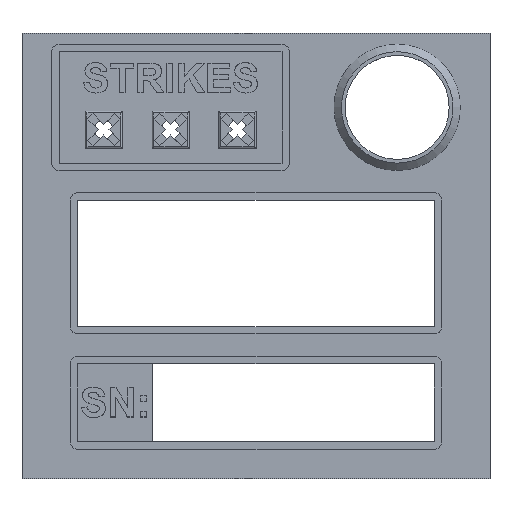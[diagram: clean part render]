
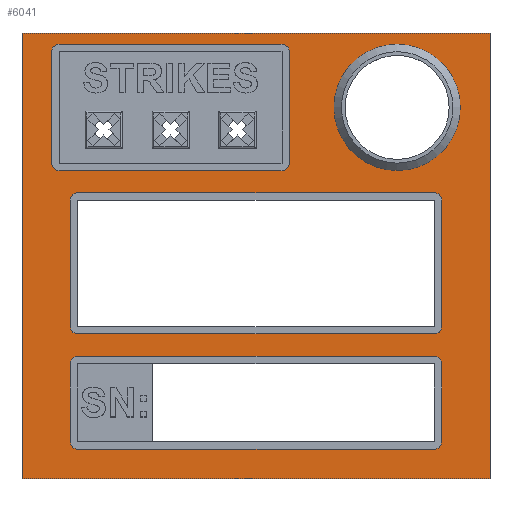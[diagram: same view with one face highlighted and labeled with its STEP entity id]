
A CAD part, top view. The second image highlights one B-rep face of the part: STEP entity #6041.
In plain terms, the highlighted planar face has unit normal (0, 0, 1).
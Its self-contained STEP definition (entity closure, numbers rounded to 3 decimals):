
#74=CIRCLE('',#6300,2.);
#75=CIRCLE('',#6303,2.);
#77=CIRCLE('',#6307,2.);
#81=CIRCLE('',#6314,2.);
#83=CIRCLE('',#6318,2.);
#87=CIRCLE('',#6325,2.);
#88=CIRCLE('',#6328,2.);
#89=CIRCLE('',#6330,2.);
#90=CIRCLE('',#6332,2.);
#91=CIRCLE('',#6335,2.);
#92=CIRCLE('',#6337,2.);
#93=CIRCLE('',#6339,2.);
#94=CIRCLE('',#6350,17.);
#418=FACE_BOUND('',#1279,.T.);
#419=FACE_BOUND('',#1280,.T.);
#420=FACE_BOUND('',#1281,.T.);
#421=FACE_BOUND('',#1282,.T.);
#608=PLANE('',#6349);
#931=FACE_OUTER_BOUND('',#1278,.T.);
#1278=EDGE_LOOP('',(#5590,#5591,#5592,#5593));
#1279=EDGE_LOOP('',(#5594,#5595,#5596,#5597,#5598,#5599,#5600,#5601));
#1280=EDGE_LOOP('',(#5602,#5603,#5604,#5605,#5606,#5607,#5608,#5609));
#1281=EDGE_LOOP('',(#5610));
#1282=EDGE_LOOP('',(#5611,#5612,#5613,#5614,#5615,#5616,#5617,#5618));
#1835=LINE('',#10818,#2436);
#1838=LINE('',#10827,#2439);
#1844=LINE('',#10843,#2445);
#1854=LINE('',#10871,#2455);
#1859=LINE('',#10886,#2460);
#1869=LINE('',#10915,#2470);
#1875=LINE('',#10932,#2476);
#1879=LINE('',#10946,#2480);
#1880=LINE('',#10948,#2481);
#1881=LINE('',#10950,#2482);
#1886=LINE('',#10960,#2487);
#1887=LINE('',#10962,#2488);
#1888=LINE('',#10966,#2489);
#1889=LINE('',#10968,#2490);
#1890=LINE('',#10970,#2491);
#1891=LINE('',#10971,#2492);
#2436=VECTOR('',#7348,10.);
#2439=VECTOR('',#7357,10.);
#2445=VECTOR('',#7371,10.);
#2455=VECTOR('',#7395,10.);
#2460=VECTOR('',#7408,10.);
#2470=VECTOR('',#7432,10.);
#2476=VECTOR('',#7452,10.);
#2480=VECTOR('',#7470,10.);
#2481=VECTOR('',#7473,10.);
#2482=VECTOR('',#7476,10.);
#2487=VECTOR('',#7491,10.);
#2488=VECTOR('',#7494,10.);
#2489=VECTOR('',#7497,10.);
#2490=VECTOR('',#7498,10.);
#2491=VECTOR('',#7499,10.);
#2492=VECTOR('',#7500,10.);
#3022=VERTEX_POINT('',#10810);
#3023=VERTEX_POINT('',#10812);
#3024=VERTEX_POINT('',#10816);
#3025=VERTEX_POINT('',#10820);
#3026=VERTEX_POINT('',#10822);
#3027=VERTEX_POINT('',#10826);
#3030=VERTEX_POINT('',#10833);
#3031=VERTEX_POINT('',#10835);
#3033=VERTEX_POINT('',#10841);
#3043=VERTEX_POINT('',#10865);
#3044=VERTEX_POINT('',#10869);
#3047=VERTEX_POINT('',#10876);
#3048=VERTEX_POINT('',#10878);
#3050=VERTEX_POINT('',#10884);
#3060=VERTEX_POINT('',#10908);
#3061=VERTEX_POINT('',#10910);
#3062=VERTEX_POINT('',#10914);
#3063=VERTEX_POINT('',#10918);
#3064=VERTEX_POINT('',#10922);
#3065=VERTEX_POINT('',#10926);
#3066=VERTEX_POINT('',#10930);
#3067=VERTEX_POINT('',#10934);
#3068=VERTEX_POINT('',#10938);
#3069=VERTEX_POINT('',#10942);
#3070=VERTEX_POINT('',#10964);
#3071=VERTEX_POINT('',#10965);
#3072=VERTEX_POINT('',#10967);
#3073=VERTEX_POINT('',#10969);
#3074=VERTEX_POINT('',#10972);
#3853=EDGE_CURVE('',#3022,#3023,#74,.F.);
#3856=EDGE_CURVE('',#3022,#3024,#1835,.T.);
#3858=EDGE_CURVE('',#3025,#3026,#75,.F.);
#3860=EDGE_CURVE('',#3027,#3026,#1838,.T.);
#3864=EDGE_CURVE('',#3030,#3031,#77,.F.);
#3868=EDGE_CURVE('',#3030,#3033,#1844,.T.);
#3880=EDGE_CURVE('',#3043,#3033,#81,.F.);
#3882=EDGE_CURVE('',#3043,#3044,#1854,.T.);
#3885=EDGE_CURVE('',#3047,#3048,#83,.F.);
#3889=EDGE_CURVE('',#3047,#3050,#1859,.T.);
#3901=EDGE_CURVE('',#3060,#3061,#87,.F.);
#3903=EDGE_CURVE('',#3062,#3061,#1869,.T.);
#3905=EDGE_CURVE('',#3062,#3063,#88,.F.);
#3908=EDGE_CURVE('',#3064,#3050,#89,.F.);
#3910=EDGE_CURVE('',#3065,#3044,#90,.F.);
#3912=EDGE_CURVE('',#3065,#3066,#1875,.T.);
#3914=EDGE_CURVE('',#3067,#3066,#91,.F.);
#3915=EDGE_CURVE('',#3027,#3068,#92,.F.);
#3918=EDGE_CURVE('',#3069,#3024,#93,.F.);
#3919=EDGE_CURVE('',#3069,#3068,#1879,.T.);
#3920=EDGE_CURVE('',#3025,#3023,#1880,.T.);
#3921=EDGE_CURVE('',#3067,#3031,#1881,.T.);
#3926=EDGE_CURVE('',#3060,#3048,#1886,.T.);
#3927=EDGE_CURVE('',#3064,#3063,#1887,.T.);
#3928=EDGE_CURVE('',#3070,#3071,#1888,.T.);
#3929=EDGE_CURVE('',#3071,#3072,#1889,.T.);
#3930=EDGE_CURVE('',#3072,#3073,#1890,.T.);
#3931=EDGE_CURVE('',#3073,#3070,#1891,.T.);
#3932=EDGE_CURVE('',#3074,#3074,#94,.T.);
#5590=ORIENTED_EDGE('',*,*,#3928,.T.);
#5591=ORIENTED_EDGE('',*,*,#3929,.T.);
#5592=ORIENTED_EDGE('',*,*,#3930,.T.);
#5593=ORIENTED_EDGE('',*,*,#3931,.T.);
#5594=ORIENTED_EDGE('',*,*,#3856,.T.);
#5595=ORIENTED_EDGE('',*,*,#3918,.F.);
#5596=ORIENTED_EDGE('',*,*,#3919,.T.);
#5597=ORIENTED_EDGE('',*,*,#3915,.F.);
#5598=ORIENTED_EDGE('',*,*,#3860,.T.);
#5599=ORIENTED_EDGE('',*,*,#3858,.F.);
#5600=ORIENTED_EDGE('',*,*,#3920,.T.);
#5601=ORIENTED_EDGE('',*,*,#3853,.F.);
#5602=ORIENTED_EDGE('',*,*,#3882,.T.);
#5603=ORIENTED_EDGE('',*,*,#3910,.F.);
#5604=ORIENTED_EDGE('',*,*,#3912,.T.);
#5605=ORIENTED_EDGE('',*,*,#3914,.F.);
#5606=ORIENTED_EDGE('',*,*,#3921,.T.);
#5607=ORIENTED_EDGE('',*,*,#3864,.F.);
#5608=ORIENTED_EDGE('',*,*,#3868,.T.);
#5609=ORIENTED_EDGE('',*,*,#3880,.F.);
#5610=ORIENTED_EDGE('',*,*,#3932,.T.);
#5611=ORIENTED_EDGE('',*,*,#3903,.T.);
#5612=ORIENTED_EDGE('',*,*,#3901,.F.);
#5613=ORIENTED_EDGE('',*,*,#3926,.T.);
#5614=ORIENTED_EDGE('',*,*,#3885,.F.);
#5615=ORIENTED_EDGE('',*,*,#3889,.T.);
#5616=ORIENTED_EDGE('',*,*,#3908,.F.);
#5617=ORIENTED_EDGE('',*,*,#3927,.T.);
#5618=ORIENTED_EDGE('',*,*,#3905,.F.);
#6041=ADVANCED_FACE('',(#931,#418,#419,#420,#421),#608,.T.);
#6300=AXIS2_PLACEMENT_3D('',#10813,#7342,#7343);
#6303=AXIS2_PLACEMENT_3D('',#10823,#7352,#7353);
#6307=AXIS2_PLACEMENT_3D('',#10836,#7364,#7365);
#6314=AXIS2_PLACEMENT_3D('',#10867,#7390,#7391);
#6318=AXIS2_PLACEMENT_3D('',#10879,#7401,#7402);
#6325=AXIS2_PLACEMENT_3D('',#10911,#7427,#7428);
#6328=AXIS2_PLACEMENT_3D('',#10919,#7436,#7437);
#6330=AXIS2_PLACEMENT_3D('',#10924,#7442,#7443);
#6332=AXIS2_PLACEMENT_3D('',#10928,#7447,#7448);
#6335=AXIS2_PLACEMENT_3D('',#10936,#7456,#7457);
#6337=AXIS2_PLACEMENT_3D('',#10939,#7460,#7461);
#6339=AXIS2_PLACEMENT_3D('',#10944,#7466,#7467);
#6349=AXIS2_PLACEMENT_3D('',#10963,#7495,#7496);
#6350=AXIS2_PLACEMENT_3D('',#10973,#7501,#7502);
#7342=DIRECTION('center_axis',(0.,0.,-1.));
#7343=DIRECTION('ref_axis',(0.707,0.707,0.));
#7348=DIRECTION('',(0.,-1.,0.));
#7352=DIRECTION('center_axis',(0.,0.,-1.));
#7353=DIRECTION('ref_axis',(-0.707,0.707,0.));
#7357=DIRECTION('',(0.,1.,0.));
#7364=DIRECTION('center_axis',(0.,0.,-1.));
#7365=DIRECTION('ref_axis',(-0.707,0.707,0.));
#7371=DIRECTION('',(1.,0.,0.));
#7390=DIRECTION('center_axis',(0.,0.,-1.));
#7391=DIRECTION('ref_axis',(0.707,0.707,0.));
#7395=DIRECTION('',(0.,-1.,0.));
#7401=DIRECTION('center_axis',(0.,0.,-1.));
#7402=DIRECTION('ref_axis',(0.707,0.707,0.));
#7408=DIRECTION('',(0.,-1.,0.));
#7427=DIRECTION('center_axis',(0.,0.,-1.));
#7428=DIRECTION('ref_axis',(-0.707,0.707,0.));
#7432=DIRECTION('',(0.,1.,0.));
#7436=DIRECTION('center_axis',(0.,0.,-1.));
#7437=DIRECTION('ref_axis',(-0.707,-0.707,0.));
#7442=DIRECTION('center_axis',(0.,0.,-1.));
#7443=DIRECTION('ref_axis',(0.707,-0.707,0.));
#7447=DIRECTION('center_axis',(0.,0.,-1.));
#7448=DIRECTION('ref_axis',(0.707,-0.707,0.));
#7452=DIRECTION('',(-1.,0.,0.));
#7456=DIRECTION('center_axis',(0.,0.,-1.));
#7457=DIRECTION('ref_axis',(-0.707,-0.707,0.));
#7460=DIRECTION('center_axis',(0.,0.,-1.));
#7461=DIRECTION('ref_axis',(-0.707,-0.707,0.));
#7466=DIRECTION('center_axis',(0.,0.,-1.));
#7467=DIRECTION('ref_axis',(0.707,-0.707,0.));
#7470=DIRECTION('',(-1.,0.,0.));
#7473=DIRECTION('',(1.,0.,0.));
#7476=DIRECTION('',(0.,1.,0.));
#7491=DIRECTION('',(1.,0.,0.));
#7494=DIRECTION('',(-1.,0.,0.));
#7495=DIRECTION('center_axis',(0.,0.,1.));
#7496=DIRECTION('ref_axis',(1.,0.,0.));
#7497=DIRECTION('',(0.,-1.,0.));
#7498=DIRECTION('',(1.,0.,0.));
#7499=DIRECTION('',(0.,1.,0.));
#7500=DIRECTION('',(-1.,0.,0.));
#7501=DIRECTION('center_axis',(0.,0.,-1.));
#7502=DIRECTION('ref_axis',(-1.,0.,0.));
#10810=CARTESIAN_POINT('',(113.,31.,3.));
#10812=CARTESIAN_POINT('',(111.,33.,3.));
#10813=CARTESIAN_POINT('Origin',(111.,31.,3.));
#10816=CARTESIAN_POINT('',(113.,10.,3.));
#10818=CARTESIAN_POINT('',(113.,34.,3.));
#10820=CARTESIAN_POINT('',(15.,33.,3.));
#10822=CARTESIAN_POINT('',(13.,31.,3.));
#10823=CARTESIAN_POINT('Origin',(15.,31.,3.));
#10826=CARTESIAN_POINT('',(13.,10.,3.));
#10827=CARTESIAN_POINT('',(13.,46.5,3.));
#10833=CARTESIAN_POINT('',(15.,77.,3.));
#10835=CARTESIAN_POINT('',(13.,75.,3.));
#10836=CARTESIAN_POINT('Origin',(15.,75.,3.));
#10841=CARTESIAN_POINT('',(111.,77.,3.));
#10843=CARTESIAN_POINT('',(88.,77.,3.));
#10865=CARTESIAN_POINT('',(113.,75.,3.));
#10867=CARTESIAN_POINT('Origin',(111.,75.,3.));
#10869=CARTESIAN_POINT('',(113.,41.,3.));
#10871=CARTESIAN_POINT('',(113.,49.5,3.));
#10876=CARTESIAN_POINT('',(72.,115.,3.));
#10878=CARTESIAN_POINT('',(70.,117.,3.));
#10879=CARTESIAN_POINT('Origin',(70.,115.,3.));
#10884=CARTESIAN_POINT('',(72.,85.,3.));
#10886=CARTESIAN_POINT('',(72.,71.5,3.));
#10908=CARTESIAN_POINT('',(10.,117.,3.));
#10910=CARTESIAN_POINT('',(8.,115.,3.));
#10911=CARTESIAN_POINT('Origin',(10.,115.,3.));
#10914=CARTESIAN_POINT('',(8.,85.,3.));
#10915=CARTESIAN_POINT('',(8.,88.5,3.));
#10918=CARTESIAN_POINT('',(10.,83.,3.));
#10919=CARTESIAN_POINT('Origin',(10.,85.,3.));
#10922=CARTESIAN_POINT('',(70.,83.,3.));
#10924=CARTESIAN_POINT('Origin',(70.,85.,3.));
#10926=CARTESIAN_POINT('',(111.,39.,3.));
#10928=CARTESIAN_POINT('Origin',(111.,41.,3.));
#10930=CARTESIAN_POINT('',(15.,39.,3.));
#10932=CARTESIAN_POINT('',(38.,39.,3.));
#10934=CARTESIAN_POINT('',(13.,41.,3.));
#10936=CARTESIAN_POINT('Origin',(15.,41.,3.));
#10938=CARTESIAN_POINT('',(15.,8.,3.));
#10939=CARTESIAN_POINT('Origin',(15.,10.,3.));
#10942=CARTESIAN_POINT('',(111.,8.,3.));
#10944=CARTESIAN_POINT('Origin',(111.,10.,3.));
#10946=CARTESIAN_POINT('',(38.,8.,3.));
#10948=CARTESIAN_POINT('',(88.,33.,3.));
#10950=CARTESIAN_POINT('',(13.,68.5,3.));
#10960=CARTESIAN_POINT('',(67.5,117.,3.));
#10962=CARTESIAN_POINT('',(35.5,83.,3.));
#10963=CARTESIAN_POINT('Origin',(63.,60.,3.));
#10964=CARTESIAN_POINT('',(0.,120.,3.));
#10965=CARTESIAN_POINT('',(0.,0.,3.));
#10966=CARTESIAN_POINT('',(0.,120.,3.));
#10967=CARTESIAN_POINT('',(126.,0.,3.));
#10968=CARTESIAN_POINT('',(0.,0.,3.));
#10969=CARTESIAN_POINT('',(126.,120.,3.));
#10970=CARTESIAN_POINT('',(126.,0.,3.));
#10971=CARTESIAN_POINT('',(126.,120.,3.));
#10972=CARTESIAN_POINT('',(118.,100.,3.));
#10973=CARTESIAN_POINT('Origin',(101.,100.,3.));
